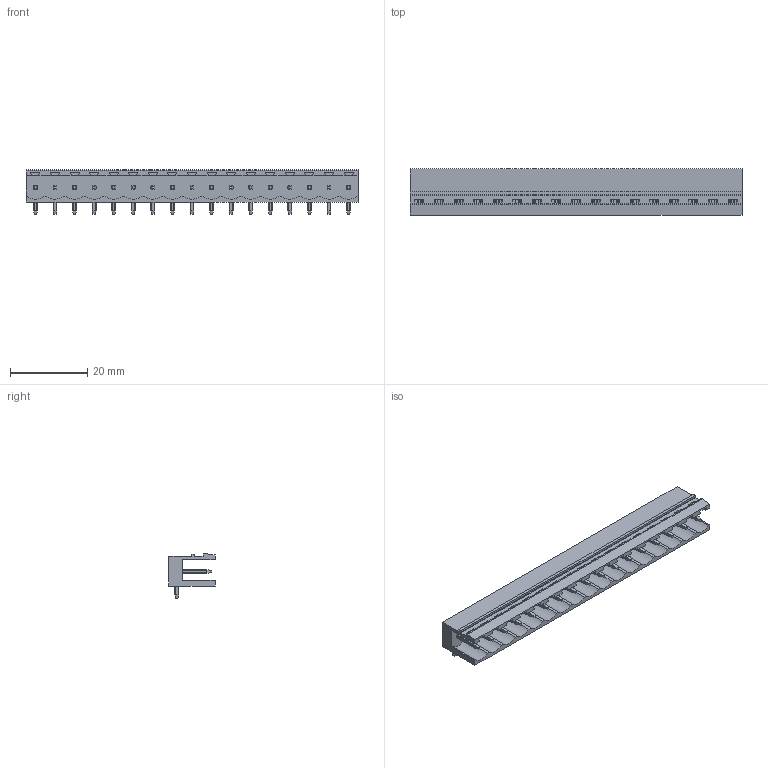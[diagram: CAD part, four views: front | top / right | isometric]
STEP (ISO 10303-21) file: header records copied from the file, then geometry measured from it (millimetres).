
FILE_DESCRIPTION(('CATIA V5 STEP Exchange','CAx-IF Rec.Pracs.--- Model Styling and Organization---1.2---2011-12-15'),'2;1');
FILE_NAME ('D1449373_0', '2018-10-27T03:38:09+00:00', ('none'), ('Weidmueller'), 'CATIA Version 5-6 Release 2014', 'CATIA V5 STEP AP214', 'none');
FILE_SCHEMA(('AUTOMOTIVE_DESIGN { 1 0 10303 214 1 1 1 1 }'));
Length unit declared in the file: millimetre
Products named in the file (1): 1155230000
Bounding box: 86.16 x 12 x 11.63 mm (x, y, z)
Volume: 3924.6 mm3; surface area: 6560.4 mm2
Topology: 18 solids, 18 shells, 835 faces, 2329 edges, 1496 vertices
Faces by surface type: plane 544, cylinder 291
Entity records: 24248 total; most frequent: CARTESIAN_POINT 5574, ORIENTED_EDGE 4658, DIRECTION 2611, EDGE_CURVE 2323, VECTOR 1609, LINE 1609, VERTEX_POINT 1488, EDGE_LOOP 869
